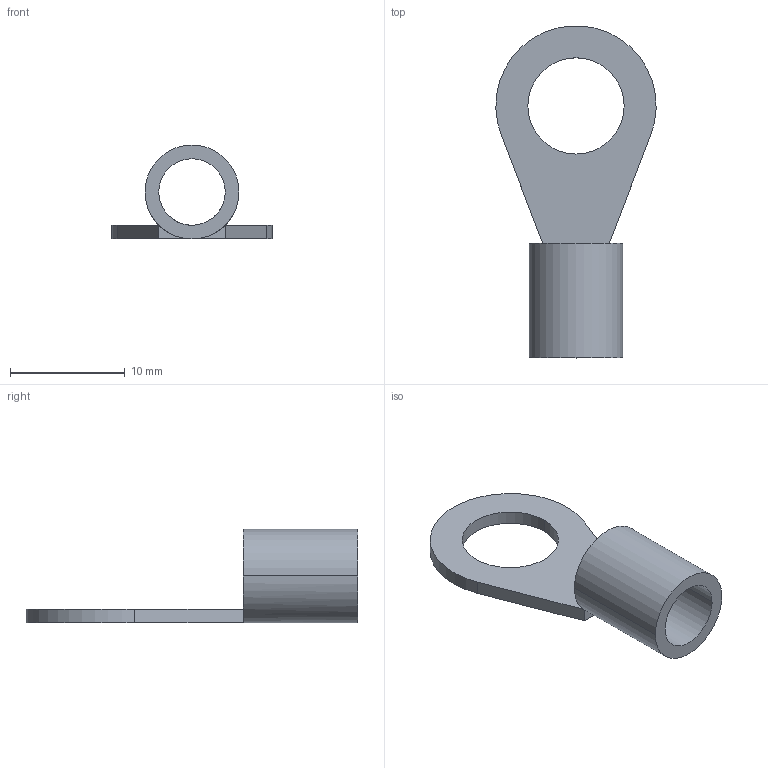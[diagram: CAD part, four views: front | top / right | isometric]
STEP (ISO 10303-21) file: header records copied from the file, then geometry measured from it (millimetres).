
FILE_DESCRIPTION(('Creo Elements/Direct Modeling STEP Export'),'2;1');
FILE_NAME('model.stp','2017-10-18T 7:22:48',(''),(''),'Creo Elements/Direct Modeling STEP processor for AP214 (Solid Model)','Creo Elements/Direct Modeling 18.1I 14-Aug-2016 (C) Parametric Technology GmbH','');
FILE_SCHEMA(('AUTOMOTIVE_DESIGN { 1 0 10303 214 1 1 1 1 }'));
Length unit declared in the file: millimetre
Products named in the file (2): C_RC_16_M8_DIN-select
Assembly tree (1 placements, depth 2):
  C_RC_16_M8_DIN-select
    C_RC_16_M8_DIN-select
Bounding box: 13.99 x 28.98 x 8.2 mm (x, y, z)
Volume: 438.4 mm3; surface area: 869.5 mm2
Topology: 1 solids, 1 shells, 15 faces, 38 edges, 24 vertices
Faces by surface type: plane 8, cylinder 7
Entity records: 565 total; most frequent: ORIENTED_EDGE 76, DIRECTION 66, CARTESIAN_POINT 65, EDGE_CURVE 38, AXIS2_PLACEMENT_3D 25, VERTEX_POINT 24, EDGE_LOOP 18, VECTOR 16
